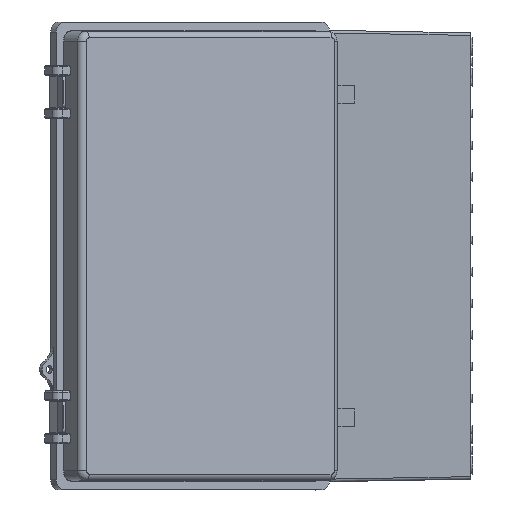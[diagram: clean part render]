
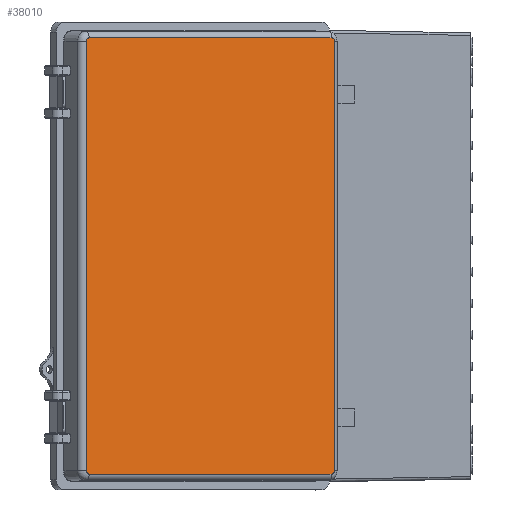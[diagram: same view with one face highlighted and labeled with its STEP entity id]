
A CAD part, left-side view. The second image highlights one B-rep face of the part: STEP entity #38010.
In plain terms, the highlighted face is planar.
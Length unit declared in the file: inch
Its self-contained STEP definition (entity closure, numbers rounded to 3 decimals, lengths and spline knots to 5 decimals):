
#997 = ORIENTED_EDGE ( 'NONE', *, *, #20205, .T. ) ;
#1770 = VERTEX_POINT ( 'NONE', #64917 ) ;
#3770 = EDGE_CURVE ( 'NONE', #1770, #21252, #22259, .T. ) ;
#4316 = AXIS2_PLACEMENT_3D ( 'NONE', #25843, #34233, #50063 ) ;
#4898 = DIRECTION ( 'NONE',  ( 1., 0., 0. ) ) ;
#5674 = AXIS2_PLACEMENT_3D ( 'NONE', #73985, #21032, #26432 ) ;
#7464 = DIRECTION ( 'NONE',  ( 0., 0., 1. ) ) ;
#7686 = DIRECTION ( 'NONE',  ( 0., 0., -1. ) ) ;
#7978 = EDGE_CURVE ( 'NONE', #37648, #15676, #17183, .T. ) ;
#10567 = ORIENTED_EDGE ( 'NONE', *, *, #41656, .T. ) ;
#10633 = ORIENTED_EDGE ( 'NONE', *, *, #52166, .T. ) ;
#14467 = CARTESIAN_POINT ( 'NONE',  ( -4.71121, 1.21, 6.69214 ) ) ;
#15676 = VERTEX_POINT ( 'NONE', #41983 ) ;
#15746 = CARTESIAN_POINT ( 'NONE',  ( -4.71121, 1.21, -6.79213 ) ) ;
#17183 = CIRCLE ( 'NONE', #41834, 0.09999 ) ;
#17318 = CARTESIAN_POINT ( 'NONE',  ( -4.8112, 1.21, 6.69214 ) ) ;
#17624 = VECTOR ( 'NONE', #7464, 39.37008 ) ;
#19026 = CARTESIAN_POINT ( 'NONE',  ( -4.8112, 1.21, 6.69214 ) ) ;
#19577 = DIRECTION ( 'NONE',  ( 0., 0., 1. ) ) ;
#19612 = LINE ( 'NONE', #25798, #55688 ) ;
#20205 = EDGE_CURVE ( 'NONE', #30085, #1770, #37432, .T. ) ;
#20659 = DIRECTION ( 'NONE',  ( 0., 1., 0. ) ) ;
#21032 = DIRECTION ( 'NONE',  ( 0., 1., 0. ) ) ;
#21252 = VERTEX_POINT ( 'NONE', #26447 ) ;
#22259 = LINE ( 'NONE', #57719, #27769 ) ;
#24481 = LINE ( 'NONE', #19026, #17624 ) ;
#25352 = AXIS2_PLACEMENT_3D ( 'NONE', #39925, #59455, #59825 ) ;
#25798 = CARTESIAN_POINT ( 'NONE',  ( 4.8112, 1.21, -6.69214 ) ) ;
#25843 = CARTESIAN_POINT ( 'NONE',  ( 4.71121, 1.21, 6.69214 ) ) ;
#26432 = DIRECTION ( 'NONE',  ( 0., 0., 1. ) ) ;
#26447 = CARTESIAN_POINT ( 'NONE',  ( 4.71121, 1.21, 6.79213 ) ) ;
#27769 = VECTOR ( 'NONE', #4898, 39.37008 ) ;
#30085 = VERTEX_POINT ( 'NONE', #17318 ) ;
#31273 = VERTEX_POINT ( 'NONE', #47621 ) ;
#31843 = PLANE ( 'NONE',  #5674 ) ;
#32024 = EDGE_CURVE ( 'NONE', #21252, #60998, #51002, .T. ) ;
#32444 = ORIENTED_EDGE ( 'NONE', *, *, #66540, .T. ) ;
#32860 = ORIENTED_EDGE ( 'NONE', *, *, #3770, .T. ) ;
#34233 = DIRECTION ( 'NONE',  ( 0., 1., 0. ) ) ;
#35990 = ORIENTED_EDGE ( 'NONE', *, *, #7978, .T. ) ;
#36111 = CARTESIAN_POINT ( 'NONE',  ( -4.71121, 1.21, -6.79213 ) ) ;
#37432 = CIRCLE ( 'NONE', #43586, 0.09999 ) ;
#37648 = VERTEX_POINT ( 'NONE', #55060 ) ;
#38010 = ADVANCED_FACE ( 'NONE', ( #56109 ), #31843, .T. ) ;
#38432 = VECTOR ( 'NONE', #65850, 39.37008 ) ;
#39925 = CARTESIAN_POINT ( 'NONE',  ( -4.71121, 1.21, -6.69214 ) ) ;
#41656 = EDGE_CURVE ( 'NONE', #76246, #31273, #63579, .T. ) ;
#41834 = AXIS2_PLACEMENT_3D ( 'NONE', #42389, #60112, #19577 ) ;
#41983 = CARTESIAN_POINT ( 'NONE',  ( 4.71121, 1.21, -6.79213 ) ) ;
#42389 = CARTESIAN_POINT ( 'NONE',  ( 4.71121, 1.21, -6.69214 ) ) ;
#43586 = AXIS2_PLACEMENT_3D ( 'NONE', #14467, #20659, #44954 ) ;
#44954 = DIRECTION ( 'NONE',  ( 0., 0., 1. ) ) ;
#47621 = CARTESIAN_POINT ( 'NONE',  ( -4.8112, 1.21, -6.69214 ) ) ;
#50063 = DIRECTION ( 'NONE',  ( 0., 0., 1. ) ) ;
#51002 = CIRCLE ( 'NONE', #4316, 0.09999 ) ;
#52166 = EDGE_CURVE ( 'NONE', #15676, #76246, #65458, .T. ) ;
#53210 = EDGE_CURVE ( 'NONE', #31273, #30085, #24481, .T. ) ;
#55060 = CARTESIAN_POINT ( 'NONE',  ( 4.8112, 1.21, -6.69214 ) ) ;
#55183 = ORIENTED_EDGE ( 'NONE', *, *, #32024, .T. ) ;
#55688 = VECTOR ( 'NONE', #7686, 39.37008 ) ;
#56109 = FACE_OUTER_BOUND ( 'NONE', #61476, .T. ) ;
#56411 = CARTESIAN_POINT ( 'NONE',  ( 4.8112, 1.21, 6.69214 ) ) ;
#56909 = ORIENTED_EDGE ( 'NONE', *, *, #53210, .T. ) ;
#57719 = CARTESIAN_POINT ( 'NONE',  ( 4.71121, 1.21, 6.79213 ) ) ;
#59455 = DIRECTION ( 'NONE',  ( 0., 1., 0. ) ) ;
#59825 = DIRECTION ( 'NONE',  ( 0., 0., 1. ) ) ;
#60112 = DIRECTION ( 'NONE',  ( 0., 1., 0. ) ) ;
#60998 = VERTEX_POINT ( 'NONE', #56411 ) ;
#61476 = EDGE_LOOP ( 'NONE', ( #56909, #997, #32860, #55183, #32444, #35990, #10633, #10567 ) ) ;
#63579 = CIRCLE ( 'NONE', #25352, 0.09999 ) ;
#64917 = CARTESIAN_POINT ( 'NONE',  ( -4.71121, 1.21, 6.79213 ) ) ;
#65458 = LINE ( 'NONE', #36111, #38432 ) ;
#65850 = DIRECTION ( 'NONE',  ( -1., 0., 0. ) ) ;
#66540 = EDGE_CURVE ( 'NONE', #60998, #37648, #19612, .T. ) ;
#73985 = CARTESIAN_POINT ( 'NONE',  ( -4.71121, 1.21, -6.69214 ) ) ;
#76246 = VERTEX_POINT ( 'NONE', #15746 ) ;
